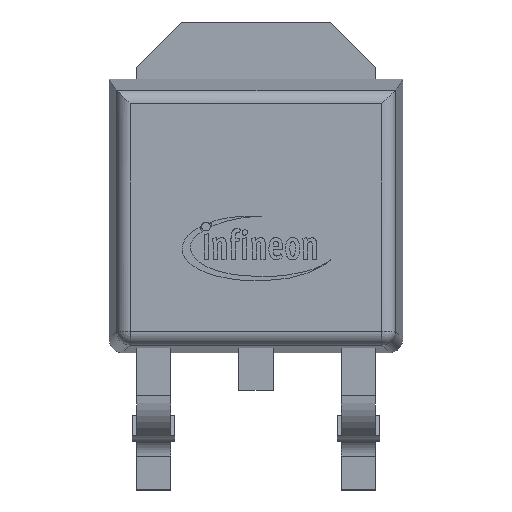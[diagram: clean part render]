
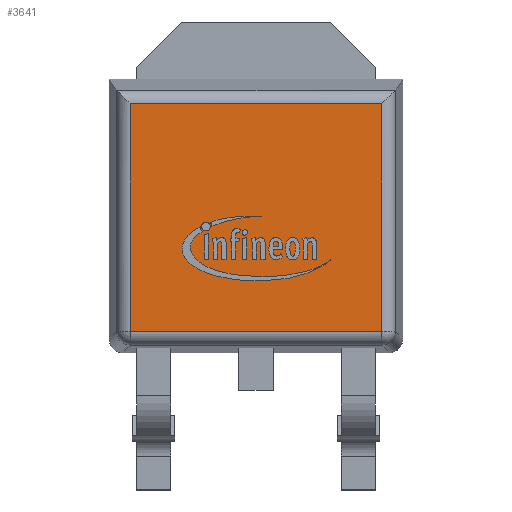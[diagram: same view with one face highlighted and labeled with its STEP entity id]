
A CAD part, top view. The second image highlights one B-rep face of the part: STEP entity #3641.
In plain terms, the highlighted planar face has unit normal (0, 0, 1).
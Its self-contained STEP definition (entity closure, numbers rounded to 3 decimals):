
#145=PLANE('',#3989);
#429=LINE('',#4978,#778);
#432=LINE('',#4999,#781);
#434=LINE('',#5006,#783);
#437=LINE('',#5013,#786);
#778=VECTOR('',#4198,10.);
#781=VECTOR('',#4205,10.);
#783=VECTOR('',#4213,10.);
#786=VECTOR('',#4220,10.);
#1156=FACE_OUTER_BOUND('',#1375,.T.);
#1375=EDGE_LOOP('',(#2595,#2596,#2597,#2598));
#1622=VERTEX_POINT('',#4963);
#1625=VERTEX_POINT('',#4970);
#1630=VERTEX_POINT('',#4997);
#1631=VERTEX_POINT('',#4998);
#1991=EDGE_CURVE('',#1625,#1622,#429,.T.);
#1995=EDGE_CURVE('',#1630,#1631,#432,.T.);
#1999=EDGE_CURVE('',#1631,#1625,#434,.T.);
#2003=EDGE_CURVE('',#1622,#1630,#437,.T.);
#2595=ORIENTED_EDGE('',*,*,#1995,.F.);
#2596=ORIENTED_EDGE('',*,*,#2003,.F.);
#2597=ORIENTED_EDGE('',*,*,#1991,.F.);
#2598=ORIENTED_EDGE('',*,*,#1999,.F.);
#3641=ADVANCED_FACE('',(#1156),#145,.T.);
#3989=AXIS2_PLACEMENT_3D('',#5066,#4262,#4263);
#4198=DIRECTION('',(-1.,0.,0.));
#4205=DIRECTION('',(1.,0.,0.));
#4213=DIRECTION('',(0.,-1.,0.));
#4220=DIRECTION('',(0.,1.,0.));
#4262=DIRECTION('center_axis',(0.,0.,1.));
#4263=DIRECTION('ref_axis',(1.,0.,0.));
#4963=CARTESIAN_POINT('',(-2.803,-2.581,2.38));
#4970=CARTESIAN_POINT('',(2.803,-2.581,2.38));
#4978=CARTESIAN_POINT('',(-0.817,-2.581,2.38));
#4997=CARTESIAN_POINT('',(-2.803,2.496,2.38));
#4998=CARTESIAN_POINT('',(2.803,2.496,2.38));
#4999=CARTESIAN_POINT('',(0.817,2.496,2.38));
#5006=CARTESIAN_POINT('',(2.803,-0.762,2.38));
#5013=CARTESIAN_POINT('',(-2.803,0.762,2.38));
#5066=CARTESIAN_POINT('Origin',(0.,0.,2.38));
